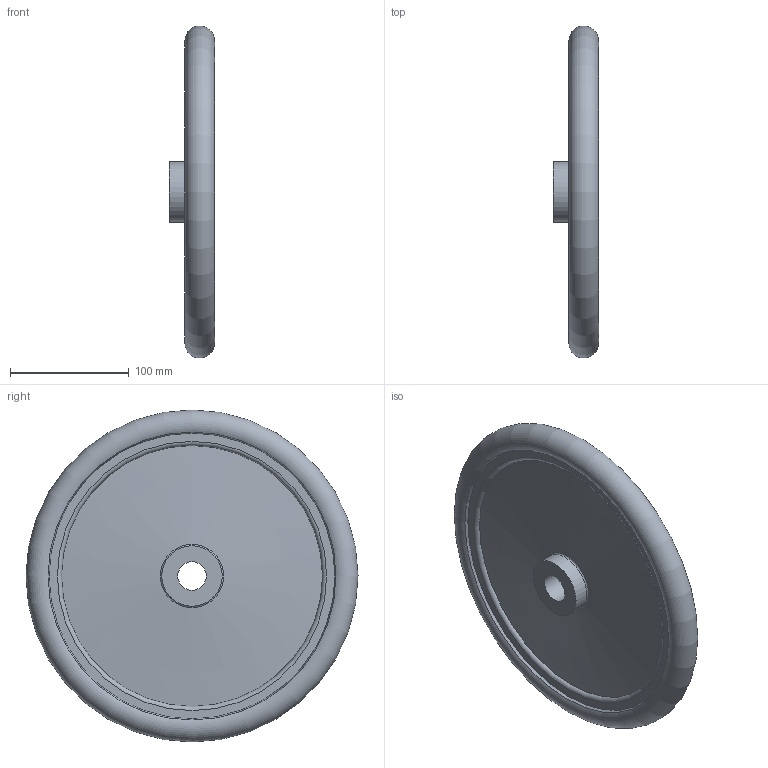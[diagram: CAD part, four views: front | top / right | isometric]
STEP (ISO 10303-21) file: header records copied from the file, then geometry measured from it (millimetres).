
FILE_DESCRIPTION( ( 'STEP AP214' ), '1' );
FILE_NAME( 'K0163.0280X24.stp', '2020-11-26T10:29:28', ( '' ), ( '' ), ' ', 'PARTsolutions', ' ' );
FILE_SCHEMA( ( 'AUTOMOTIVE_DESIGN { 1 0 10303 214 1 1 1 1 }' ) );
Length unit declared in the file: millimetre
Products named in the file (1): _K0163.0280X24
Bounding box: 38 x 279.94 x 279.94 mm (x, y, z)
Volume: 865459 mm3; surface area: 145855 mm2
Topology: 1 solids, 1 shells, 16 faces, 29 edges, 17 vertices
Faces by surface type: torus 5, plane 4, cone 4, cylinder 3
Full cylindrical faces by diameter (mm): 24 x1, 51 x2
Entity records: 476 total; most frequent: DIRECTION 66, CARTESIAN_POINT 50, AXIS2_PLACEMENT_3D 33, EDGE_LOOP 32, ORIENTED_EDGE 32, FACE_OUTER_BOUND 24, VERTEX_POINT 17, STYLED_ITEM 16
